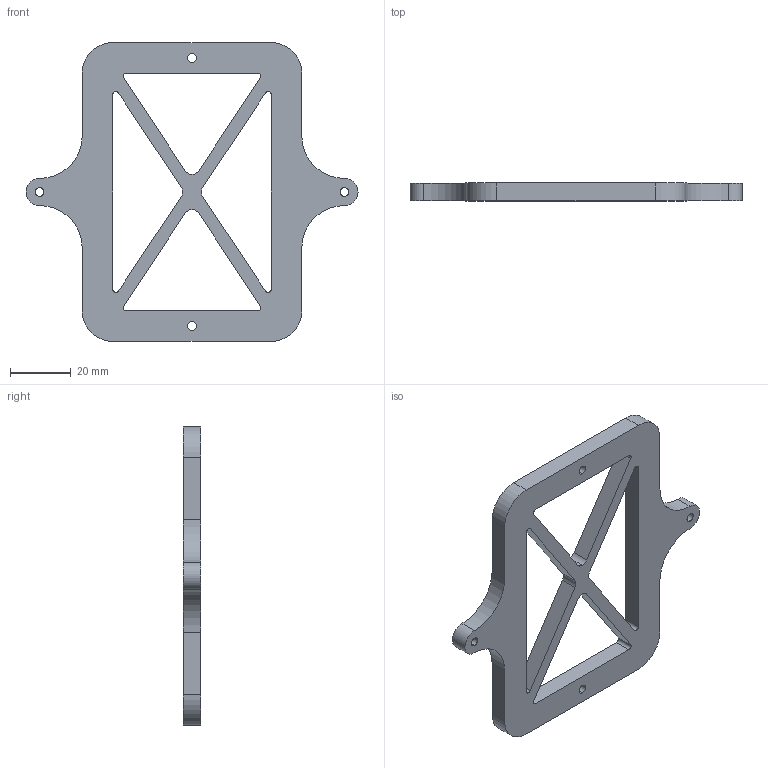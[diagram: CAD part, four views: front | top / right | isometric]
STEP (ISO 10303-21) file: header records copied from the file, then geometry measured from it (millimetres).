
FILE_DESCRIPTION (( 'STEP AP203' ), '1' );
FILE_NAME ('Battery_bottom.STEP', '2019-05-07T03:53:29', ( '' ), ( '' ), 'SwSTEP 2.0', 'SolidWorks 2017', '' );
FILE_SCHEMA (( 'CONFIG_CONTROL_DESIGN' ));
Length unit declared in the file: millimetre
Products named in the file (1): Battery_bottom
Bounding box: 108.9 x 5.85 x 98 mm (x, y, z)
Volume: 24152.3 mm3; surface area: 13796.2 mm2
Topology: 1 solids, 1 shells, 53 faces, 153 edges, 102 vertices
Faces by surface type: cylinder 33, plane 20
Entity records: 1882 total; most frequent: DIRECTION 327, CARTESIAN_POINT 309, ORIENTED_EDGE 306, EDGE_CURVE 153, AXIS2_PLACEMENT_3D 120, VERTEX_POINT 102, LINE 87, VECTOR 87
